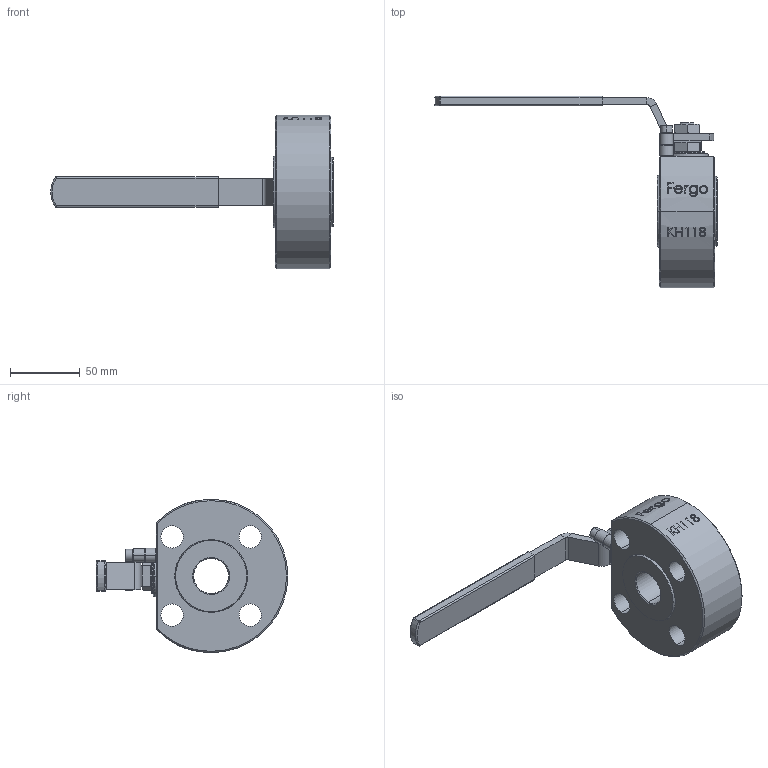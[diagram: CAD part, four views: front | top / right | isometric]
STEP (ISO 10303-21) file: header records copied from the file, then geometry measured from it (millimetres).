
FILE_DESCRIPTION (( 'STEP AP214' ), '1' );
FILE_NAME ('KH118-Kompakt-Kugelhahn-1-Zoll-ANSI-150-Handhebel-Fergo.STEP', '2022-11-10T14:35:25', ( '' ), ( '' ), 'SwSTEP 2.0', 'SolidWorks 2022', '' );
FILE_SCHEMA (( 'AUTOMOTIVE_DESIGN' ));
Length unit declared in the file: millimetre
Products named in the file (1): KH118-Kompakt-Kugelhahn-1-Zoll-ANSI-150-Handhebel-Fergo
Bounding box: 202.43 x 137.5 x 110 mm (x, y, z)
Volume: 333416 mm3; surface area: 53788.8 mm2
Topology: 1 solids, 1 shells, 251 faces, 791 edges, 586 vertices
Faces by surface type: plane 100, cylinder 84, cone 59, torus 4, sphere 4
Entity records: 13440 total; most frequent: CARTESIAN_POINT 6810, ORIENTED_EDGE 1554, DIRECTION 1098, EDGE_CURVE 777, VERTEX_POINT 586, AXIS2_PLACEMENT_3D 442, B_SPLINE_CURVE_WITH_KNOTS 373, EDGE_LOOP 321
